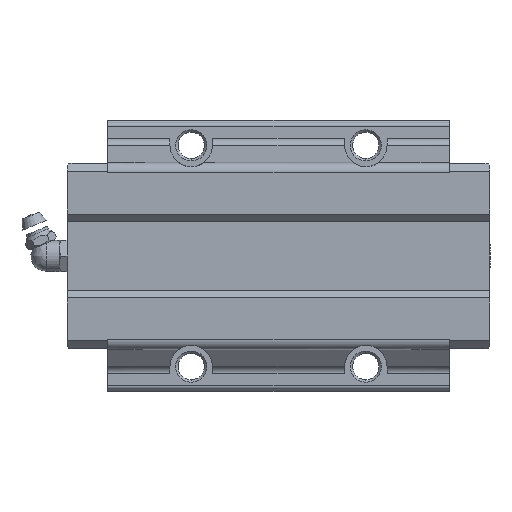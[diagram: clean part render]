
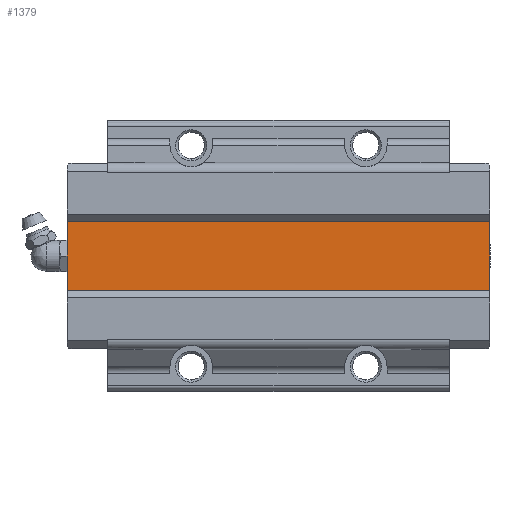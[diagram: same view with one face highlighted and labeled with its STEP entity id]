
A CAD part, front view. The second image highlights one B-rep face of the part: STEP entity #1379.
In plain terms, the highlighted planar face has unit normal (0, -1, 0).
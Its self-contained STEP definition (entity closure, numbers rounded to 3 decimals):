
#355 = CARTESIAN_POINT ( 'NONE',  ( 54.5, 14.2, -9.323 ) ) ;
#420 = DIRECTION ( 'NONE',  ( 0., 0., -1. ) ) ;
#524 = DIRECTION ( 'NONE',  ( 0., 0., -1. ) ) ;
#769 = LINE ( 'NONE', #1844, #1790 ) ;
#1329 = EDGE_LOOP ( 'NONE', ( #3905, #2157, #4055, #3737 ) ) ;
#1379 = ADVANCED_FACE ( 'NONE', ( #2724 ), #6987, .T. ) ;
#1549 = CARTESIAN_POINT ( 'NONE',  ( 54.5, 14.2, -9.323 ) ) ;
#1790 = VECTOR ( 'NONE', #1806, 1000. ) ;
#1806 = DIRECTION ( 'NONE',  ( -1., 0., 0. ) ) ;
#1844 = CARTESIAN_POINT ( 'NONE',  ( 54.5, 14.2, 9.323 ) ) ;
#1895 = LINE ( 'NONE', #2527, #6097 ) ;
#1960 = DIRECTION ( 'NONE',  ( 0., 0., 1. ) ) ;
#2157 = ORIENTED_EDGE ( 'NONE', *, *, #2339, .T. ) ;
#2183 = CARTESIAN_POINT ( 'NONE',  ( -54.5, 14.2, -9.323 ) ) ;
#2339 = EDGE_CURVE ( 'NONE', #3180, #6362, #769, .T. ) ;
#2527 = CARTESIAN_POINT ( 'NONE',  ( 54.5, 14.2, -9.323 ) ) ;
#2573 = AXIS2_PLACEMENT_3D ( 'NONE', #5974, #4913, #420 ) ;
#2724 = FACE_OUTER_BOUND ( 'NONE', #1329, .T. ) ;
#2874 = VERTEX_POINT ( 'NONE', #2183 ) ;
#3180 = VERTEX_POINT ( 'NONE', #5712 ) ;
#3737 = ORIENTED_EDGE ( 'NONE', *, *, #6975, .T. ) ;
#3753 = VERTEX_POINT ( 'NONE', #355 ) ;
#3873 = CARTESIAN_POINT ( 'NONE',  ( -54.5, 14.2, -9.323 ) ) ;
#3897 = LINE ( 'NONE', #3873, #4851 ) ;
#3905 = ORIENTED_EDGE ( 'NONE', *, *, #6465, .T. ) ;
#4055 = ORIENTED_EDGE ( 'NONE', *, *, #6661, .T. ) ;
#4252 = LINE ( 'NONE', #1549, #4954 ) ;
#4850 = DIRECTION ( 'NONE',  ( 1., 0., 0. ) ) ;
#4851 = VECTOR ( 'NONE', #524, 1000. ) ;
#4913 = DIRECTION ( 'NONE',  ( 0., -1., 0. ) ) ;
#4954 = VECTOR ( 'NONE', #4850, 1000. ) ;
#5712 = CARTESIAN_POINT ( 'NONE',  ( 54.5, 14.2, 9.323 ) ) ;
#5974 = CARTESIAN_POINT ( 'NONE',  ( 54.5, 14.2, -9.323 ) ) ;
#6097 = VECTOR ( 'NONE', #1960, 1000. ) ;
#6110 = CARTESIAN_POINT ( 'NONE',  ( -54.5, 14.2, 9.323 ) ) ;
#6362 = VERTEX_POINT ( 'NONE', #6110 ) ;
#6465 = EDGE_CURVE ( 'NONE', #3753, #3180, #1895, .T. ) ;
#6661 = EDGE_CURVE ( 'NONE', #6362, #2874, #3897, .T. ) ;
#6975 = EDGE_CURVE ( 'NONE', #2874, #3753, #4252, .T. ) ;
#6987 = PLANE ( 'NONE',  #2573 ) ;
